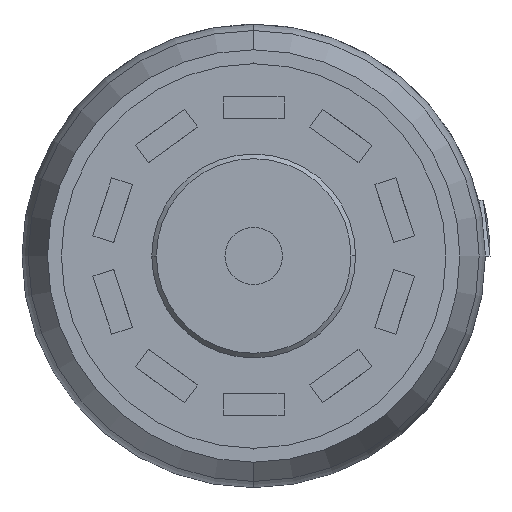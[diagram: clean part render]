
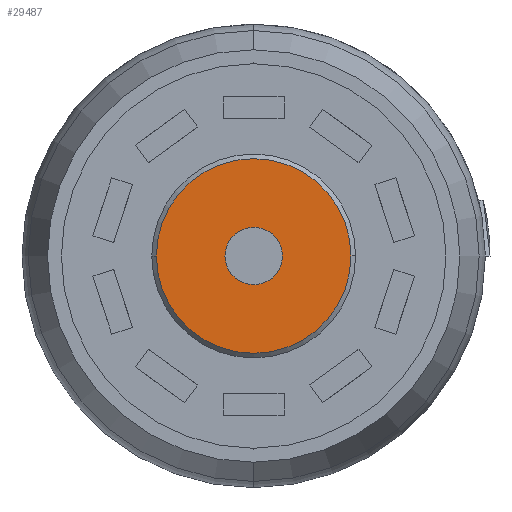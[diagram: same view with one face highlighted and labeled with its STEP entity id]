
A CAD part, front view. The second image highlights one B-rep face of the part: STEP entity #29487.
In plain terms, the highlighted planar face has unit normal (0, -1, 0).
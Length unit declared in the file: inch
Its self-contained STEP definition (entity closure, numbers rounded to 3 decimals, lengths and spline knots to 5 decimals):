
#25945=CARTESIAN_POINT('',(0.,-0.329,0.));
#25946=DIRECTION('',(0.,-1.,0.));
#25947=DIRECTION('',(-1.,0.,0.));
#25948=AXIS2_PLACEMENT_3D('',#25945,#25946,#25947);
#25950=CARTESIAN_POINT('',(0.,-0.329,0.));
#25951=DIRECTION('',(0.,-1.,0.));
#25952=DIRECTION('',(1.,0.,0.));
#25953=AXIS2_PLACEMENT_3D('',#25950,#25951,#25952);
#25955=CARTESIAN_POINT('',(0.,-0.329,0.));
#25956=DIRECTION('',(0.,-1.,0.));
#25957=DIRECTION('',(1.,0.,0.));
#25958=AXIS2_PLACEMENT_3D('',#25955,#25956,#25957);
#25964=CARTESIAN_POINT('',(0.,-0.329,0.));
#25965=DIRECTION('',(0.,1.,0.));
#25966=DIRECTION('',(1.,0.,0.));
#25967=AXIS2_PLACEMENT_3D('',#25964,#25965,#25966);
#27433=CARTESIAN_POINT('',(0.031,-0.329,0.));
#27435=VERTEX_POINT('',#27433);
#27441=CARTESIAN_POINT('',(-0.031,-0.329,0.));
#27443=VERTEX_POINT('',#27441);
#27453=CARTESIAN_POINT('',(-0.105,-0.329,0.));
#27454=CARTESIAN_POINT('',(0.105,-0.329,0.));
#27455=VERTEX_POINT('',#27453);
#27456=VERTEX_POINT('',#27454);
#29472=CARTESIAN_POINT('',(0.,-0.329,0.));
#29473=DIRECTION('',(0.,-1.,0.));
#29474=DIRECTION('',(1.,0.,0.));
#29475=AXIS2_PLACEMENT_3D('',#29472,#29473,#29474);
#29476=PLANE('',#29475);
#29477=ORIENTED_EDGE('',*,*,#29439,.F.);
#29478=ORIENTED_EDGE('',*,*,#29414,.F.);
#29479=EDGE_LOOP('',(#29477,#29478));
#29480=FACE_OUTER_BOUND('',#29479,.F.);
#29482=ORIENTED_EDGE('',*,*,#29481,.T.);
#29484=ORIENTED_EDGE('',*,*,#29483,.F.);
#29485=EDGE_LOOP('',(#29482,#29484));
#29486=FACE_BOUND('',#29485,.F.);
#29487=ADVANCED_FACE('',(#29480,#29486),#29476,.T.);
#25949=CIRCLE('',#25948,0.105);
#25954=CIRCLE('',#25953,0.105);
#25959=CIRCLE('',#25958,0.031);
#25968=CIRCLE('',#25967,0.031);
#29414=EDGE_CURVE('',#27456,#27455,#25954,.T.);
#29439=EDGE_CURVE('',#27455,#27456,#25949,.T.);
#29481=EDGE_CURVE('',#27435,#27443,#25959,.T.);
#29483=EDGE_CURVE('',#27435,#27443,#25968,.T.);
